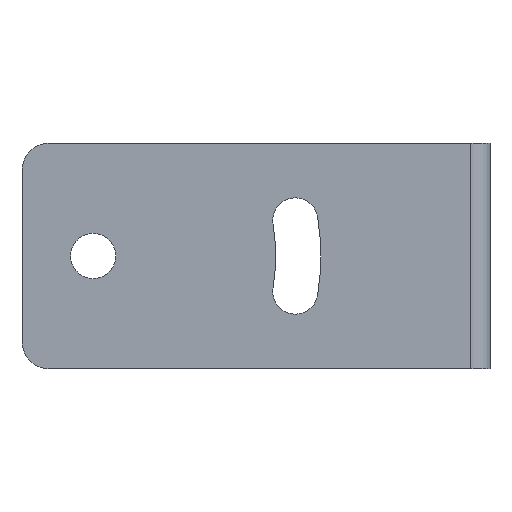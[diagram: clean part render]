
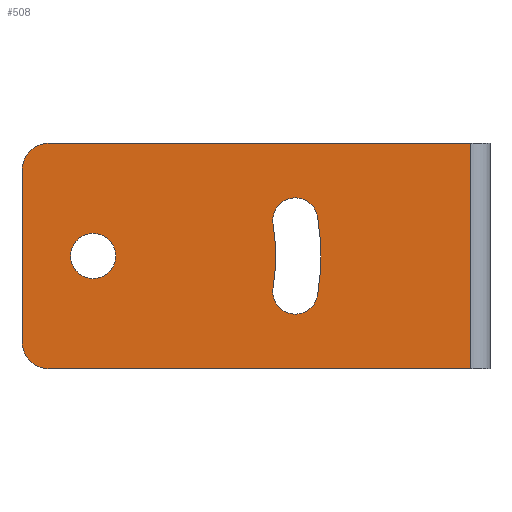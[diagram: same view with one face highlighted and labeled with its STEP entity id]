
A CAD part, left-side view. The second image highlights one B-rep face of the part: STEP entity #508.
In plain terms, the highlighted planar face has unit normal (-1, 0, 0).
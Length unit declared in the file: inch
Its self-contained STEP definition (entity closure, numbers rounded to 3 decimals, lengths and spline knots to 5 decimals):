
#1=DIRECTION('',(0.,0.,-1.));
#2=VECTOR('',#1,0.49213);
#3=CARTESIAN_POINT('',(0.,1.34646,-0.07874));
#4=LINE('',#3,#2);
#5=CARTESIAN_POINT('',(0.,1.14173,-0.3248));
#6=DIRECTION('',(1.,0.,0.));
#7=DIRECTION('',(0.,0.,-1.));
#8=AXIS2_PLACEMENT_3D('',#5,#6,#7);
#10=CARTESIAN_POINT('',(0.,1.14173,-0.3248));
#11=DIRECTION('',(1.,0.,0.));
#12=DIRECTION('',(0.,0.,1.));
#13=AXIS2_PLACEMENT_3D('',#10,#11,#12);
#15=CARTESIAN_POINT('',(0.,0.56015,-0.42735));
#16=DIRECTION('',(1.,0.,0.));
#17=DIRECTION('',(0.,-0.985,-0.174));
#18=AXIS2_PLACEMENT_3D('',#15,#16,#17);
#20=CARTESIAN_POINT('',(0.,1.14173,-0.3248));
#21=DIRECTION('',(1.,0.,0.));
#22=DIRECTION('',(0.,-0.985,0.174));
#23=AXIS2_PLACEMENT_3D('',#20,#21,#22);
#25=CARTESIAN_POINT('',(0.,0.56015,-0.22226));
#26=DIRECTION('',(1.,0.,0.));
#27=DIRECTION('',(0.,0.985,-0.174));
#28=AXIS2_PLACEMENT_3D('',#25,#26,#27);
#30=CARTESIAN_POINT('',(0.,1.14173,-0.3248));
#31=DIRECTION('',(1.,0.,0.));
#32=DIRECTION('',(0.,-0.985,0.174));
#33=AXIS2_PLACEMENT_3D('',#30,#31,#32);
#39=CARTESIAN_POINT('',(0.,1.26772,-0.57087));
#40=DIRECTION('',(-1.,0.,0.));
#41=DIRECTION('',(0.,1.,0.));
#42=AXIS2_PLACEMENT_3D('',#39,#40,#41);
#87=DIRECTION('',(0.,-1.,0.));
#88=VECTOR('',#87,1.2126);
#89=CARTESIAN_POINT('',(0.,1.26772,-0.64961));
#90=LINE('',#89,#88);
#113=DIRECTION('',(0.,0.,-1.));
#114=VECTOR('',#113,0.64961);
#115=CARTESIAN_POINT('',(0.,0.05512,0.));
#116=LINE('',#115,#114);
#135=DIRECTION('',(0.,-1.,0.));
#136=VECTOR('',#135,1.2126);
#137=CARTESIAN_POINT('',(0.,1.26772,0.));
#138=LINE('',#137,#136);
#143=CARTESIAN_POINT('',(0.,1.26772,-0.07874));
#144=DIRECTION('',(-1.,0.,0.));
#145=DIRECTION('',(0.,0.,1.));
#146=AXIS2_PLACEMENT_3D('',#143,#144,#145);
#369=CARTESIAN_POINT('',(0.,0.05512,0.));
#371=VERTEX_POINT('',#369);
#373=CARTESIAN_POINT('',(0.,0.05512,-0.64961));
#375=VERTEX_POINT('',#373);
#402=CARTESIAN_POINT('',(0.,1.34646,-0.57087));
#404=VERTEX_POINT('',#402);
#405=CARTESIAN_POINT('',(0.,1.26772,-0.64961));
#406=VERTEX_POINT('',#405);
#410=CARTESIAN_POINT('',(0.,1.26772,0.));
#412=VERTEX_POINT('',#410);
#413=CARTESIAN_POINT('',(0.,1.34646,-0.07874));
#414=VERTEX_POINT('',#413);
#449=CARTESIAN_POINT('',(0.,1.14173,-0.38976));
#450=CARTESIAN_POINT('',(0.,1.14173,-0.25984));
#451=VERTEX_POINT('',#449);
#452=VERTEX_POINT('',#450);
#453=CARTESIAN_POINT('',(0.,0.49618,-0.43863));
#454=CARTESIAN_POINT('',(0.,0.62413,-0.41607));
#455=VERTEX_POINT('',#453);
#456=VERTEX_POINT('',#454);
#457=CARTESIAN_POINT('',(0.,0.62413,-0.23354));
#458=VERTEX_POINT('',#457);
#459=CARTESIAN_POINT('',(0.,0.49618,-0.21097));
#460=VERTEX_POINT('',#459);
#473=CARTESIAN_POINT('',(0.,1.34646,0.));
#474=DIRECTION('',(-1.,0.,0.));
#475=DIRECTION('',(0.,-1.,0.));
#476=AXIS2_PLACEMENT_3D('',#473,#474,#475);
#477=PLANE('',#476);
#479=ORIENTED_EDGE('',*,*,#478,.F.);
#481=ORIENTED_EDGE('',*,*,#480,.F.);
#483=ORIENTED_EDGE('',*,*,#482,.F.);
#485=ORIENTED_EDGE('',*,*,#484,.T.);
#487=ORIENTED_EDGE('',*,*,#486,.T.);
#489=ORIENTED_EDGE('',*,*,#488,.F.);
#490=EDGE_LOOP('',(#479,#481,#483,#485,#487,#489));
#491=FACE_OUTER_BOUND('',#490,.F.);
#493=ORIENTED_EDGE('',*,*,#492,.F.);
#495=ORIENTED_EDGE('',*,*,#494,.F.);
#496=EDGE_LOOP('',(#493,#495));
#497=FACE_BOUND('',#496,.F.);
#499=ORIENTED_EDGE('',*,*,#498,.F.);
#501=ORIENTED_EDGE('',*,*,#500,.F.);
#503=ORIENTED_EDGE('',*,*,#502,.F.);
#505=ORIENTED_EDGE('',*,*,#504,.T.);
#506=EDGE_LOOP('',(#499,#501,#503,#505));
#507=FACE_BOUND('',#506,.F.);
#508=ADVANCED_FACE('',(#491,#497,#507),#477,.T.);
#9=CIRCLE('',#8,0.06496);
#14=CIRCLE('',#13,0.06496);
#19=CIRCLE('',#18,0.06496);
#24=CIRCLE('',#23,0.65551);
#29=CIRCLE('',#28,0.06496);
#34=CIRCLE('',#33,0.52559);
#43=CIRCLE('',#42,0.07874);
#147=CIRCLE('',#146,0.07874);
#478=EDGE_CURVE('',#404,#406,#43,.T.);
#480=EDGE_CURVE('',#414,#404,#4,.T.);
#482=EDGE_CURVE('',#412,#414,#147,.T.);
#484=EDGE_CURVE('',#412,#371,#138,.T.);
#486=EDGE_CURVE('',#371,#375,#116,.T.);
#488=EDGE_CURVE('',#406,#375,#90,.T.);
#492=EDGE_CURVE('',#451,#452,#9,.T.);
#494=EDGE_CURVE('',#452,#451,#14,.T.);
#498=EDGE_CURVE('',#455,#456,#19,.T.);
#500=EDGE_CURVE('',#460,#455,#24,.T.);
#502=EDGE_CURVE('',#458,#460,#29,.T.);
#504=EDGE_CURVE('',#458,#456,#34,.T.);
